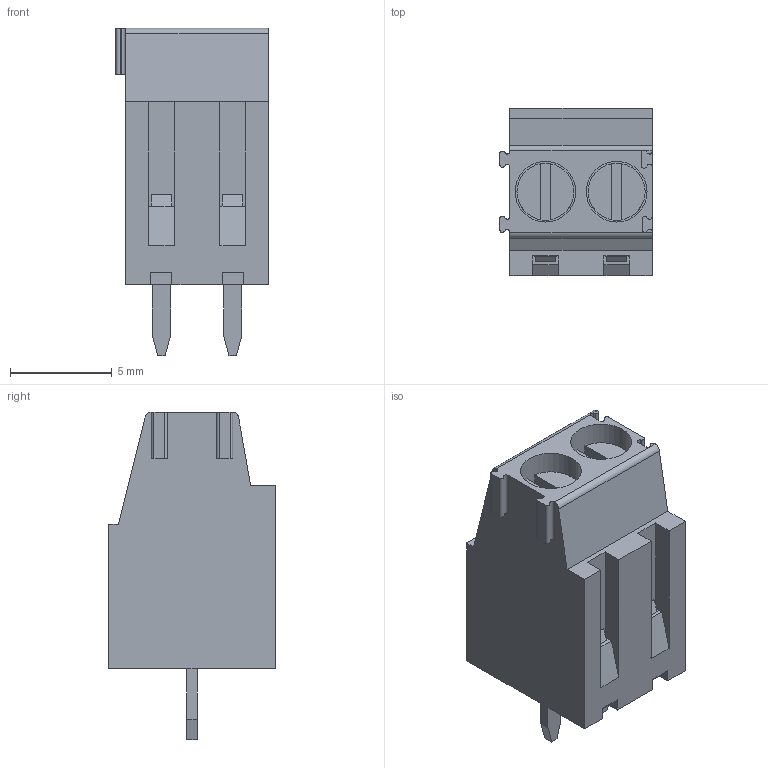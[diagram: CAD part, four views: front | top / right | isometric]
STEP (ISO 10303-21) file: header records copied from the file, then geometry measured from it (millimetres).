
FILE_DESCRIPTION(('STEP AP214'),'1');
FILE_NAME('MVS132-3,5-V.stp','2021-06-18T10:55:20',(' '),(' '),'Spatial InterOp 3D',' ',' ');
FILE_SCHEMA(('automotive_design'));
Length unit declared in the file: metre
Products named in the file (1): 1
Bounding box: 7.5 x 8.2 x 16.1 mm (x, y, z)
Volume: 575.2 mm3; surface area: 613.9 mm2
Topology: 1 solids, 1 shells, 152 faces, 403 edges, 264 vertices
Faces by surface type: plane 121, cylinder 28, torus 2, extrusion 1
Full cylindrical faces by diameter (mm): 2.8 x2, 2.983 x2
Entity records: 5860 total; most frequent: CARTESIAN_POINT 847, ORIENTED_EDGE 790, DIRECTION 756, EDGE_CURVE 395, VECTOR 320, LINE 319, VERTEX_POINT 262, AXIS2_PLACEMENT_3D 218
